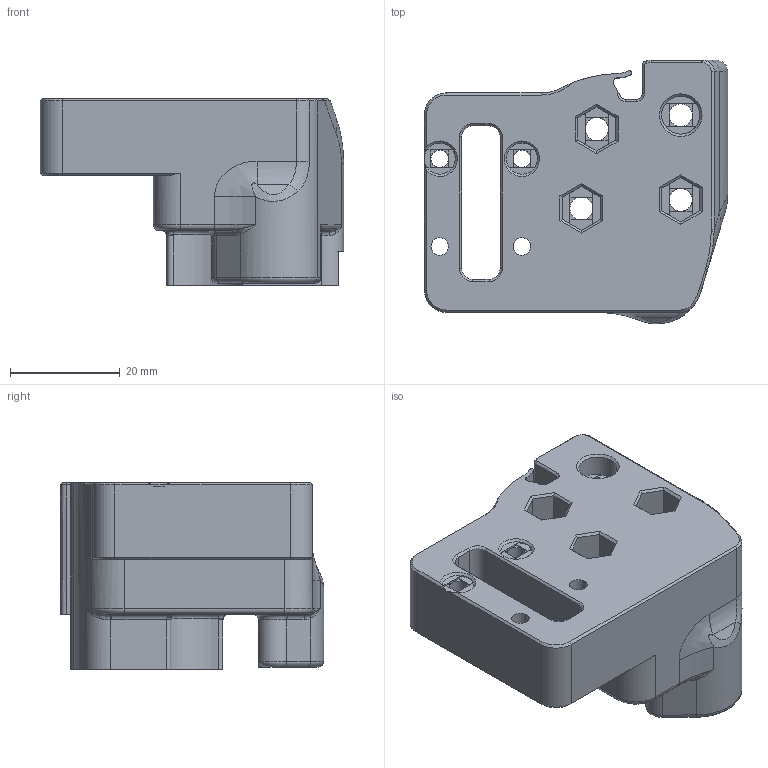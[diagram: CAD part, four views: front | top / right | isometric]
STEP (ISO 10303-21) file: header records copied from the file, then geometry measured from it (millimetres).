
FILE_DESCRIPTION(/* description */ (''),/* implementation_level */ '2;1');
FILE_NAME(/* name */ 'xy_joint_right_lower_M4.step',/* time_stamp */ '2023-07-05T21:32:57-04:00',/* author */ (''),/* organization */ (''),/* preprocessor_version */ 'ST-DEVELOPER v19.2',/* originating_system */ 'Autodesk Translation Framework v12.6.0.85',/* authorisation */ '');
FILE_SCHEMA (('AUTOMOTIVE_DESIGN { 1 0 10303 214 3 1 1 }'));
Length unit declared in the file: millimetre
Products named in the file (1): xy_joint_right_lower_M4
Bounding box: 55.3 x 48.02 x 34 mm (x, y, z)
Volume: 45724.9 mm3; surface area: 13553.5 mm2
Topology: 1 solids, 1 shells, 304 faces, 756 edges, 451 vertices
Faces by surface type: plane 175, cylinder 66, bspline 25, cone 24, torus 14
Full cylindrical faces by diameter (mm): 3.2 x4, 3.6 x1, 3.92 x1, 4.15 x1, 4.18 x1, 4.2 x2, 6.95 x1
Entity records: 9543 total; most frequent: CARTESIAN_POINT 2327, ORIENTED_EDGE 1504, DIRECTION 1480, EDGE_CURVE 752, AXIS2_PLACEMENT_3D 498, LINE 484, VECTOR 484, VERTEX_POINT 451
